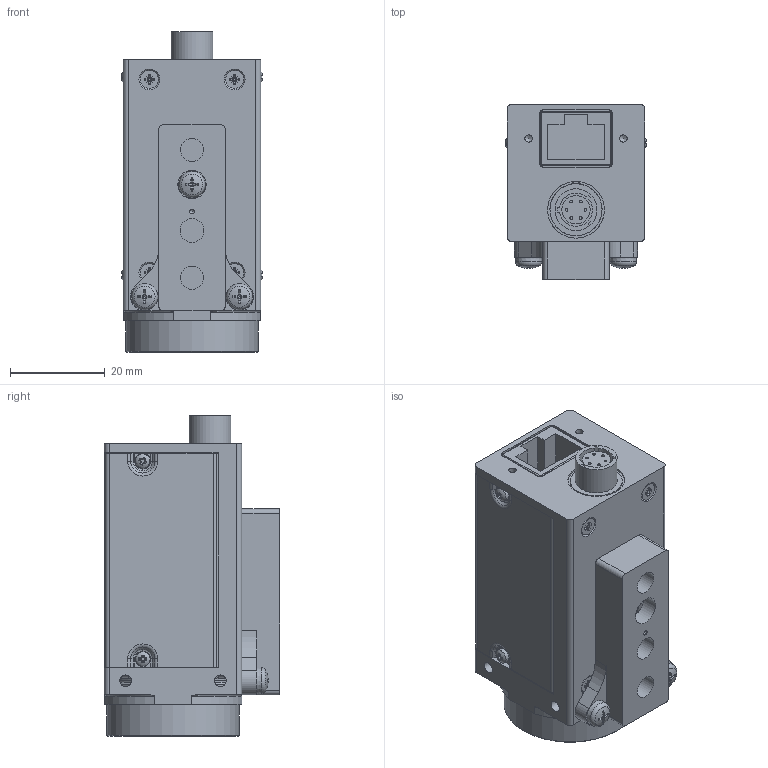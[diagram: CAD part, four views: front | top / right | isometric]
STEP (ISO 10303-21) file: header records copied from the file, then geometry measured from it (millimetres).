
FILE_DESCRIPTION(/* description */ ('XXXXplatte'),/* implementation_level */ '2;1');
FILE_NAME(/* name */ '121-11-22(FPGA-RJ45_C-Frontpl-18,1_ER-11,7).stp',/* time_stamp */ '2016-06-06T08:44:51+02:00',/* author */ ('khw'),/* organization */ (''),/* preprocessor_version */ 'ST-DEVELOPER v15.2',/* originating_system */ 'Autodesk Inventor 2014',/* authorisation */ '6767,5 mm^3');
FILE_SCHEMA (('AUTOMOTIVE_DESIGN { 1 0 10303 214 3 1 1 }'));
Products named in the file (4): 121-11-22(FPGA-RJ45_C-Frontpl-18,1_ER-11,7)Redu; 121-11-2-00-02(TripodAdapter); DIN EN ISO 7045 H M3 x 6 - 4.8 - H; 121-11-22(FPGA-RJ45_C-Frontpl-18,1_ER-11,7)
Assembly tree (5 placements, depth 2):
  121-11-22(FPGA-RJ45_C-Frontpl-18,1_ER-11,7)
    121-11-22(FPGA-RJ45_C-Frontpl-18,1_ER-11,7)Redu
    121-11-2-00-02(TripodAdapter)
    DIN EN ISO 7045 H M3 x 6 - 4.8 - H  x3
Bounding box: 29.72 x 37 x 67.75 mm (x, y, z)
Volume: 23820.8 mm3; surface area: 32878.5 mm2
Topology: 5 solids, 26 shells, 1877 faces, 5198 edges, 3377 vertices
Faces by surface type: plane 1034, cylinder 453, cone 275, torus 88, sphere 19, bspline 8
Full cylindrical faces by diameter (mm): 0.45 x8, 0.6 x12, 0.8 x6, 1 x9, 1.1 x2, 1.221 x10, 1.411 x4, 1.425 x4, 1.567 x10, 1.6 x8, 1.75 x4, 1.755 x4, 1.8 x2, 1.9 x4, 2.2 x4, 2.459 x9, 2.729 x3, 3 x5, 3.3 x3, 3.8 x4, 4 x4, 4.917 x2, 4.978 x1, 6 x2, 7.76 x1, 8 x1, 8.85 x1, 11 x1, 12 x2, 20.2 x1
Entity records: 60139 total; most frequent: CARTESIAN_POINT 13100, ORIENTED_EDGE 9386, DIRECTION 9310, EDGE_CURVE 4693, AXIS2_PLACEMENT_3D 3305, VERTEX_POINT 3169, LINE 2700, VECTOR 2700
